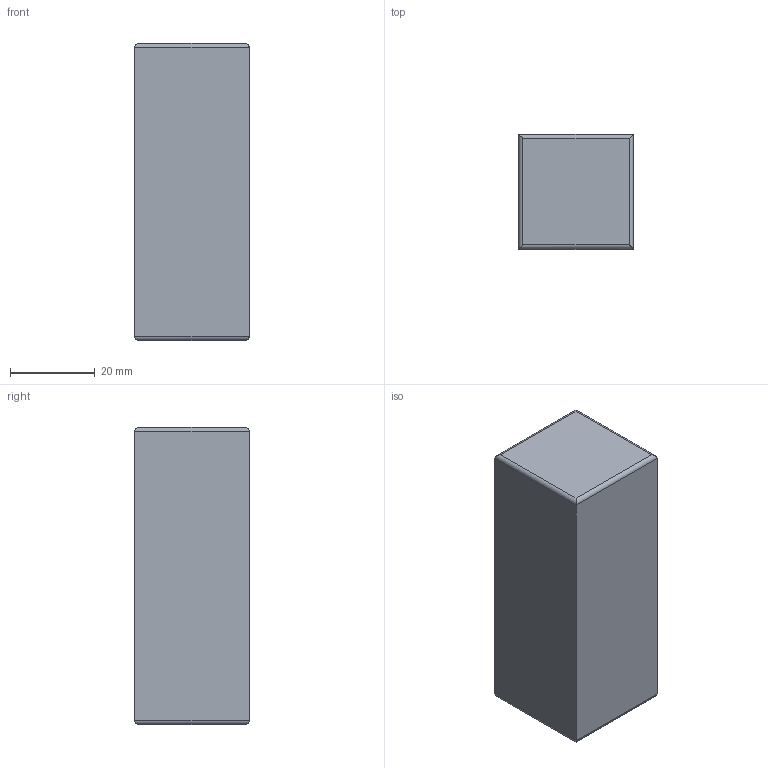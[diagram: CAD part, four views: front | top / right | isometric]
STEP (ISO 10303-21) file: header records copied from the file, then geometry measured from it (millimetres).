
FILE_DESCRIPTION (( 'STEP AP203' ), '1' );
FILE_NAME ('drone_battery_cell_1_Défaut_sldprt.STEP', '2021-02-07T17:37:09', ( '' ), ( '' ), 'SwSTEP 2.0', 'SolidWorks 2019', '' );
FILE_SCHEMA (( 'CONFIG_CONTROL_DESIGN' ));
Length unit declared in the file: millimetre
Products named in the file (1): drone_battery_cell_1_Défaut_sldprt
Bounding box: 27 x 27 x 70 mm (x, y, z)
Volume: 50984.4 mm3; surface area: 8924.2 mm2
Topology: 1 solids, 1 shells, 14 faces, 28 edges, 16 vertices
Faces by surface type: cylinder 8, plane 6
Entity records: 425 total; most frequent: CARTESIAN_POINT 83, ORIENTED_EDGE 56, DIRECTION 50, EDGE_CURVE 28, VECTOR 20, LINE 20, VERTEX_POINT 16, AXIS2_PLACEMENT_3D 15
